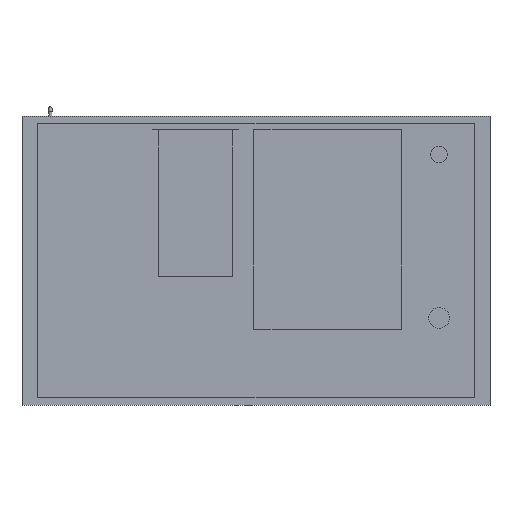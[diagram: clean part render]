
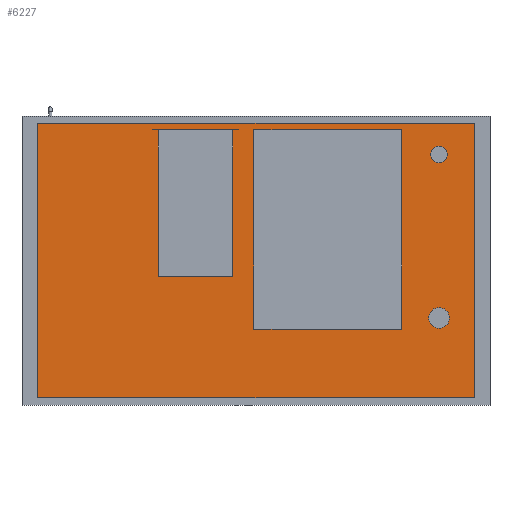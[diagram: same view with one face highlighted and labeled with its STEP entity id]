
A CAD part, front view. The second image highlights one B-rep face of the part: STEP entity #6227.
In plain terms, the highlighted planar face has unit normal (0, -1, 0).
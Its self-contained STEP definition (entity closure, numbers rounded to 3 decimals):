
#57=FACE_BOUND('',#659,.T.);
#58=FACE_BOUND('',#660,.T.);
#73=CIRCLE('',#6635,20.);
#75=CIRCLE('',#6639,25.);
#279=FACE_OUTER_BOUND('',#658,.T.);
#658=EDGE_LOOP('',(#4235,#4236,#4237,#4238));
#659=EDGE_LOOP('',(#4239));
#660=EDGE_LOOP('',(#4240));
#1082=LINE('',#8988,#1876);
#1084=LINE('',#8992,#1878);
#1086=LINE('',#8996,#1880);
#1088=LINE('',#8999,#1882);
#1876=VECTOR('',#7235,10.);
#1878=VECTOR('',#7239,10.);
#1880=VECTOR('',#7243,10.);
#1882=VECTOR('',#7247,10.);
#2612=VERTEX_POINT('',#8866);
#2614=VERTEX_POINT('',#8873);
#2651=VERTEX_POINT('',#8985);
#2652=VERTEX_POINT('',#8987);
#2653=VERTEX_POINT('',#8991);
#2654=VERTEX_POINT('',#8995);
#3209=EDGE_CURVE('',#2612,#2612,#73,.T.);
#3212=EDGE_CURVE('',#2614,#2614,#75,.T.);
#3266=EDGE_CURVE('',#2652,#2651,#1082,.T.);
#3268=EDGE_CURVE('',#2653,#2652,#1084,.T.);
#3270=EDGE_CURVE('',#2654,#2653,#1086,.T.);
#3272=EDGE_CURVE('',#2651,#2654,#1088,.T.);
#4235=ORIENTED_EDGE('',*,*,#3272,.T.);
#4236=ORIENTED_EDGE('',*,*,#3270,.T.);
#4237=ORIENTED_EDGE('',*,*,#3268,.T.);
#4238=ORIENTED_EDGE('',*,*,#3266,.T.);
#4239=ORIENTED_EDGE('',*,*,#3209,.T.);
#4240=ORIENTED_EDGE('',*,*,#3212,.T.);
#5896=PLANE('',#6664);
#6227=ADVANCED_FACE('',(#279,#57,#58),#5896,.T.);
#6635=AXIS2_PLACEMENT_3D('',#8868,#7129,#7130);
#6639=AXIS2_PLACEMENT_3D('',#8875,#7138,#7139);
#6664=AXIS2_PLACEMENT_3D('',#9000,#7248,#7249);
#7129=DIRECTION('center_axis',(0.,1.,0.));
#7130=DIRECTION('ref_axis',(1.,0.,0.));
#7138=DIRECTION('center_axis',(0.,1.,0.));
#7139=DIRECTION('ref_axis',(1.,0.,0.));
#7235=DIRECTION('',(-1.,0.,0.));
#7239=DIRECTION('',(0.,0.,1.));
#7243=DIRECTION('',(1.,0.,0.));
#7247=DIRECTION('',(0.,0.,-1.));
#7248=DIRECTION('center_axis',(0.,-1.,0.));
#7249=DIRECTION('ref_axis',(0.,0.,-1.));
#8866=CARTESIAN_POINT('',(420.,-370.,255.));
#8868=CARTESIAN_POINT('Origin',(440.,-370.,255.));
#8873=CARTESIAN_POINT('',(415.,-370.,-138.));
#8875=CARTESIAN_POINT('Origin',(440.,-370.,-138.));
#8985=CARTESIAN_POINT('',(-525.,-370.,330.));
#8987=CARTESIAN_POINT('',(525.,-370.,330.));
#8988=CARTESIAN_POINT('',(-525.,-370.,330.));
#8991=CARTESIAN_POINT('',(525.,-370.,-330.));
#8992=CARTESIAN_POINT('',(525.,-370.,330.));
#8995=CARTESIAN_POINT('',(-525.,-370.,-330.));
#8996=CARTESIAN_POINT('',(525.,-370.,-330.));
#8999=CARTESIAN_POINT('',(-525.,-370.,-330.));
#9000=CARTESIAN_POINT('Origin',(0.,-370.,0.));
